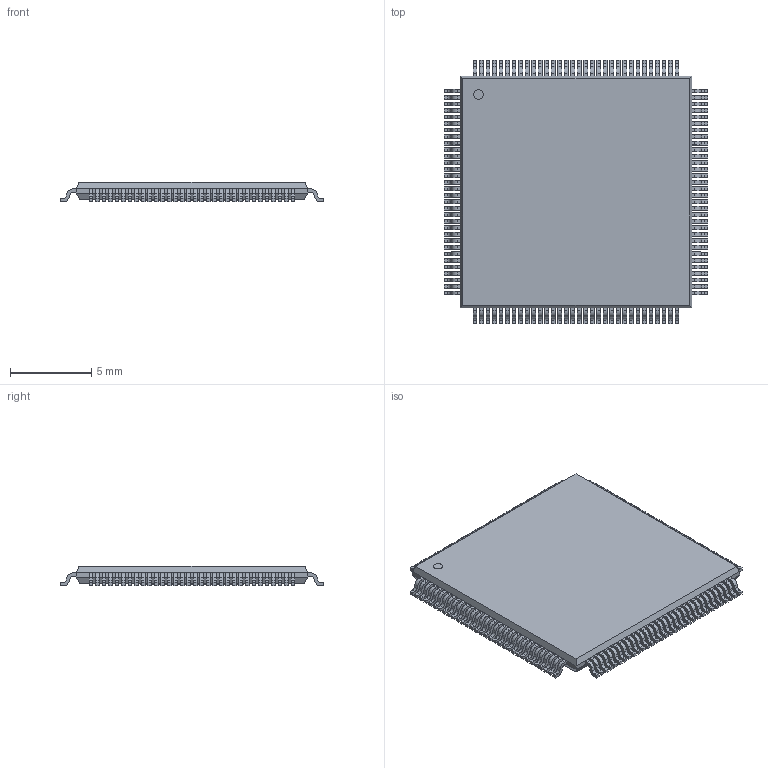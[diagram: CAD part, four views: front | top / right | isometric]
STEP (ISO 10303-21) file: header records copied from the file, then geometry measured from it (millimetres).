
FILE_DESCRIPTION(('STEP AP214'),'1');
FILE_NAME('SV_128_1_ADI','2024-01-04T02:16:44',(''),(''),'','','');
FILE_SCHEMA(('AUTOMOTIVE_DESIGN'));
Length unit declared in the file: millimetre
Products named in the file (1): product
Bounding box: 16.2 x 16.2 x 1.2 mm (x, y, z)
Volume: 217.7 mm3; surface area: 687.4 mm2
Topology: 131 solids, 131 shells, 1815 faces, 4651 edges, 3098 vertices
Faces by surface type: plane 1302, cylinder 513
Full cylindrical faces by diameter (mm): 0.568 x1
Entity records: 52413 total; most frequent: DIRECTION 9310, ORIENTED_EDGE 9300, CARTESIAN_POINT 5429, EDGE_CURVE 4650, LINE 3624, VECTOR 3624, VERTEX_POINT 3098, AXIS2_PLACEMENT_3D 2843
